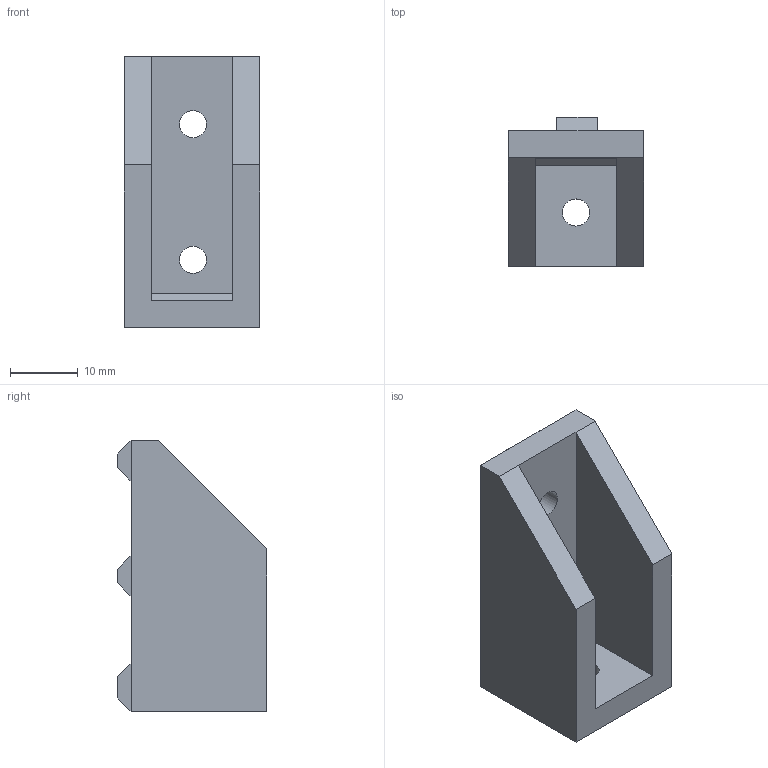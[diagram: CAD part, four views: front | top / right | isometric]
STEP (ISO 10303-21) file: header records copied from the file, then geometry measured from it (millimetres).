
FILE_DESCRIPTION(/* description */ ('STEP AP203'),/* implementation_level */ '2;1');
FILE_NAME(/* name */ '',/* time_stamp */ '2025-02-15T16:00:24+03:00',/* author */ ('Phantom'),/* organization */ ('UNSPECIFIED'),/* preprocessor_version */ 'ST-DEVELOPER v20',/* originating_system */ 'Autodesk Inventor 2025',/* authorisation */ '');
FILE_SCHEMA (('AUTOMOTIVE_DESIGN { 1 0 10303 214 3 1 1 }'));
Length unit declared in the file: millimetre
Products named in the file (1): Уголок (11)
Bounding box: 20 x 22 x 40 mm (x, y, z)
Volume: 8076.7 mm3; surface area: 4714.7 mm2
Topology: 1 solids, 1 shells, 31 faces, 78 edges, 50 vertices
Faces by surface type: plane 28, cylinder 3
Full cylindrical faces by diameter (mm): 4 x3
Entity records: 968 total; most frequent: CARTESIAN_POINT 160, ORIENTED_EDGE 156, DIRECTION 148, EDGE_CURVE 78, LINE 72, VECTOR 72, VERTEX_POINT 50, EDGE_LOOP 38
